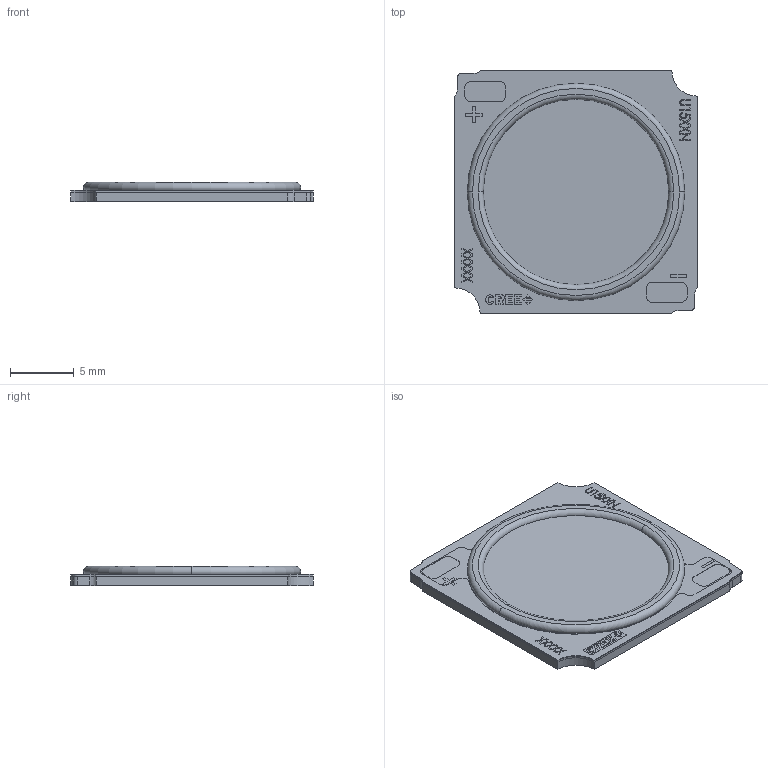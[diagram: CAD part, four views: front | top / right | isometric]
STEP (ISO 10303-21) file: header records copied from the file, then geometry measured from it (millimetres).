
FILE_DESCRIPTION (( 'STEP AP203' ), '1' );
FILE_NAME ('1919edit.STEP', '2021-01-26T18:22:29', ( '' ), ( '' ), 'SwSTEP 2.0', 'SolidWorks 2016', '' );
FILE_SCHEMA (( 'CONFIG_CONTROL_DESIGN' ));
Length unit declared in the file: millimetre
Products named in the file (8): BT_1_1; 1919edit; Molding_1; AL_1_1; PRS_1_; DAM_1_1; Molding 2_1; CU_1_1
Assembly tree (7 placements, depth 2):
  1919edit
    AL_1_1
    BT_1_1
    CU_1_1
    DAM_1_1
    Molding_1
    Molding 2_1
    PRS_1_
Bounding box: 19 x 19 x 1.5 mm (x, y, z)
Volume: 385.8 mm3; surface area: 2494.3 mm2
Topology: 11 solids, 11 shells, 410 faces, 1123 edges, 748 vertices
Faces by surface type: plane 287, cylinder 100, bspline 15, torus 8
Entity records: 14697 total; most frequent: CARTESIAN_POINT 3210, ORIENTED_EDGE 2246, DIRECTION 2125, EDGE_CURVE 1123, LINE 871, VECTOR 871, VERTEX_POINT 748, AXIS2_PLACEMENT_3D 627
